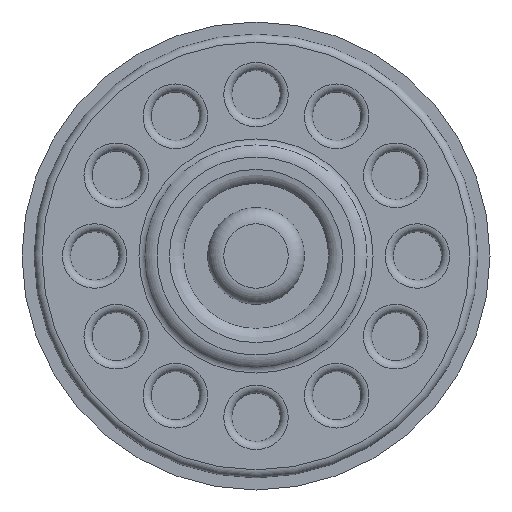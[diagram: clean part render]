
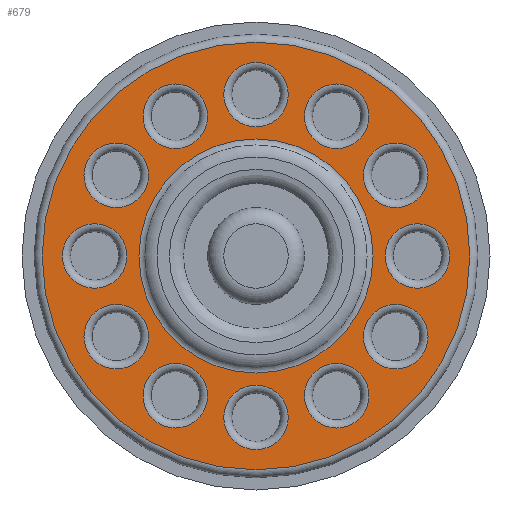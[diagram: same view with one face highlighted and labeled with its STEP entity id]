
A CAD part, front view. The second image highlights one B-rep face of the part: STEP entity #679.
In plain terms, the highlighted planar face has unit normal (0, -1, 0).
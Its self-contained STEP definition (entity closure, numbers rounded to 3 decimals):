
#16=FACE_BOUND('',#165,.T.);
#17=FACE_BOUND('',#166,.T.);
#18=FACE_BOUND('',#167,.T.);
#19=FACE_BOUND('',#168,.T.);
#20=FACE_BOUND('',#169,.T.);
#21=FACE_BOUND('',#170,.T.);
#22=FACE_BOUND('',#171,.T.);
#23=FACE_BOUND('',#172,.T.);
#24=FACE_BOUND('',#173,.T.);
#25=FACE_BOUND('',#174,.T.);
#26=FACE_BOUND('',#175,.T.);
#27=FACE_BOUND('',#176,.T.);
#28=FACE_BOUND('',#177,.T.);
#46=PLANE('',#767);
#113=FACE_OUTER_BOUND('',#164,.T.);
#164=EDGE_LOOP('',(#486));
#165=EDGE_LOOP('',(#487));
#166=EDGE_LOOP('',(#488));
#167=EDGE_LOOP('',(#489));
#168=EDGE_LOOP('',(#490));
#169=EDGE_LOOP('',(#491));
#170=EDGE_LOOP('',(#492));
#171=EDGE_LOOP('',(#493));
#172=EDGE_LOOP('',(#494));
#173=EDGE_LOOP('',(#495));
#174=EDGE_LOOP('',(#496));
#175=EDGE_LOOP('',(#497));
#176=EDGE_LOOP('',(#498));
#177=EDGE_LOOP('',(#499));
#230=CIRCLE('',#763,13.25);
#234=CIRCLE('',#768,2.);
#235=CIRCLE('',#769,2.);
#236=CIRCLE('',#770,2.);
#237=CIRCLE('',#771,2.);
#238=CIRCLE('',#772,7.252);
#239=CIRCLE('',#773,2.);
#240=CIRCLE('',#774,2.);
#241=CIRCLE('',#775,2.);
#242=CIRCLE('',#776,2.);
#243=CIRCLE('',#777,2.);
#244=CIRCLE('',#778,2.);
#245=CIRCLE('',#779,2.);
#246=CIRCLE('',#780,2.);
#310=VERTEX_POINT('',#1195);
#313=VERTEX_POINT('',#1203);
#314=VERTEX_POINT('',#1205);
#315=VERTEX_POINT('',#1207);
#316=VERTEX_POINT('',#1209);
#317=VERTEX_POINT('',#1211);
#318=VERTEX_POINT('',#1213);
#319=VERTEX_POINT('',#1215);
#320=VERTEX_POINT('',#1217);
#321=VERTEX_POINT('',#1219);
#322=VERTEX_POINT('',#1221);
#323=VERTEX_POINT('',#1223);
#324=VERTEX_POINT('',#1225);
#325=VERTEX_POINT('',#1227);
#377=EDGE_CURVE('',#310,#310,#230,.T.);
#381=EDGE_CURVE('',#313,#313,#234,.T.);
#382=EDGE_CURVE('',#314,#314,#235,.T.);
#383=EDGE_CURVE('',#315,#315,#236,.T.);
#384=EDGE_CURVE('',#316,#316,#237,.T.);
#385=EDGE_CURVE('',#317,#317,#238,.T.);
#386=EDGE_CURVE('',#318,#318,#239,.T.);
#387=EDGE_CURVE('',#319,#319,#240,.T.);
#388=EDGE_CURVE('',#320,#320,#241,.T.);
#389=EDGE_CURVE('',#321,#321,#242,.T.);
#390=EDGE_CURVE('',#322,#322,#243,.T.);
#391=EDGE_CURVE('',#323,#323,#244,.T.);
#392=EDGE_CURVE('',#324,#324,#245,.T.);
#393=EDGE_CURVE('',#325,#325,#246,.T.);
#486=ORIENTED_EDGE('',*,*,#377,.F.);
#487=ORIENTED_EDGE('',*,*,#381,.F.);
#488=ORIENTED_EDGE('',*,*,#382,.F.);
#489=ORIENTED_EDGE('',*,*,#383,.F.);
#490=ORIENTED_EDGE('',*,*,#384,.F.);
#491=ORIENTED_EDGE('',*,*,#385,.F.);
#492=ORIENTED_EDGE('',*,*,#386,.F.);
#493=ORIENTED_EDGE('',*,*,#387,.F.);
#494=ORIENTED_EDGE('',*,*,#388,.F.);
#495=ORIENTED_EDGE('',*,*,#389,.F.);
#496=ORIENTED_EDGE('',*,*,#390,.F.);
#497=ORIENTED_EDGE('',*,*,#391,.F.);
#498=ORIENTED_EDGE('',*,*,#392,.F.);
#499=ORIENTED_EDGE('',*,*,#393,.F.);
#679=ADVANCED_FACE('',(#113,#16,#17,#18,#19,#20,#21,#22,#23,#24,#25,#26,
#27,#28),#46,.T.);
#763=AXIS2_PLACEMENT_3D('',#1196,#937,#938);
#767=AXIS2_PLACEMENT_3D('',#1202,#945,#946);
#768=AXIS2_PLACEMENT_3D('',#1204,#947,#948);
#769=AXIS2_PLACEMENT_3D('',#1206,#949,#950);
#770=AXIS2_PLACEMENT_3D('',#1208,#951,#952);
#771=AXIS2_PLACEMENT_3D('',#1210,#953,#954);
#772=AXIS2_PLACEMENT_3D('',#1212,#955,#956);
#773=AXIS2_PLACEMENT_3D('',#1214,#957,#958);
#774=AXIS2_PLACEMENT_3D('',#1216,#959,#960);
#775=AXIS2_PLACEMENT_3D('',#1218,#961,#962);
#776=AXIS2_PLACEMENT_3D('',#1220,#963,#964);
#777=AXIS2_PLACEMENT_3D('',#1222,#965,#966);
#778=AXIS2_PLACEMENT_3D('',#1224,#967,#968);
#779=AXIS2_PLACEMENT_3D('',#1226,#969,#970);
#780=AXIS2_PLACEMENT_3D('',#1228,#971,#972);
#937=DIRECTION('center_axis',(0.,1.,0.));
#938=DIRECTION('ref_axis',(1.,0.,0.));
#945=DIRECTION('center_axis',(0.,-1.,0.));
#946=DIRECTION('ref_axis',(1.,0.,0.));
#947=DIRECTION('center_axis',(0.,-1.,0.));
#948=DIRECTION('ref_axis',(1.,0.,0.));
#949=DIRECTION('center_axis',(0.,-1.,0.));
#950=DIRECTION('ref_axis',(1.,0.,0.));
#951=DIRECTION('center_axis',(0.,-1.,0.));
#952=DIRECTION('ref_axis',(1.,0.,0.));
#953=DIRECTION('center_axis',(0.,-1.,0.));
#954=DIRECTION('ref_axis',(1.,0.,0.));
#955=DIRECTION('center_axis',(0.,-1.,0.));
#956=DIRECTION('ref_axis',(1.,0.,0.));
#957=DIRECTION('center_axis',(0.,-1.,0.));
#958=DIRECTION('ref_axis',(1.,0.,0.));
#959=DIRECTION('center_axis',(0.,-1.,0.));
#960=DIRECTION('ref_axis',(1.,0.,0.));
#961=DIRECTION('center_axis',(0.,-1.,0.));
#962=DIRECTION('ref_axis',(1.,0.,0.));
#963=DIRECTION('center_axis',(0.,-1.,0.));
#964=DIRECTION('ref_axis',(1.,0.,0.));
#965=DIRECTION('center_axis',(0.,-1.,0.));
#966=DIRECTION('ref_axis',(1.,0.,0.));
#967=DIRECTION('center_axis',(0.,-1.,0.));
#968=DIRECTION('ref_axis',(1.,0.,0.));
#969=DIRECTION('center_axis',(0.,-1.,0.));
#970=DIRECTION('ref_axis',(1.,0.,0.));
#971=DIRECTION('center_axis',(0.,-1.,0.));
#972=DIRECTION('ref_axis',(1.,0.,0.));
#1195=CARTESIAN_POINT('',(41.997,-40.,13.279));
#1196=CARTESIAN_POINT('Origin',(41.997,-40.,0.029));
#1202=CARTESIAN_POINT('Origin',(41.997,-40.,0.029));
#1203=CARTESIAN_POINT('',(36.997,-40.,-10.631));
#1204=CARTESIAN_POINT('Origin',(36.997,-40.,-8.631));
#1205=CARTESIAN_POINT('',(41.997,-40.,-11.971));
#1206=CARTESIAN_POINT('Origin',(41.997,-40.,-9.971));
#1207=CARTESIAN_POINT('',(50.658,-40.,-6.971));
#1208=CARTESIAN_POINT('Origin',(50.658,-40.,-4.971));
#1209=CARTESIAN_POINT('',(50.658,-40.,3.029));
#1210=CARTESIAN_POINT('Origin',(50.658,-40.,5.029));
#1211=CARTESIAN_POINT('',(41.997,-40.,-7.223));
#1212=CARTESIAN_POINT('Origin',(41.997,-40.,0.029));
#1213=CARTESIAN_POINT('',(36.997,-40.,6.689));
#1214=CARTESIAN_POINT('Origin',(36.997,-40.,8.689));
#1215=CARTESIAN_POINT('',(31.997,-40.,-1.971));
#1216=CARTESIAN_POINT('Origin',(31.997,-40.,0.029));
#1217=CARTESIAN_POINT('',(33.337,-40.,3.029));
#1218=CARTESIAN_POINT('Origin',(33.337,-40.,5.029));
#1219=CARTESIAN_POINT('',(41.997,-40.,8.029));
#1220=CARTESIAN_POINT('Origin',(41.997,-40.,10.029));
#1221=CARTESIAN_POINT('',(46.997,-40.,6.689));
#1222=CARTESIAN_POINT('Origin',(46.997,-40.,8.689));
#1223=CARTESIAN_POINT('',(51.997,-40.,-1.971));
#1224=CARTESIAN_POINT('Origin',(51.997,-40.,0.029));
#1225=CARTESIAN_POINT('',(46.997,-40.,-10.631));
#1226=CARTESIAN_POINT('Origin',(46.997,-40.,-8.631));
#1227=CARTESIAN_POINT('',(33.337,-40.,-6.971));
#1228=CARTESIAN_POINT('Origin',(33.337,-40.,-4.971));
